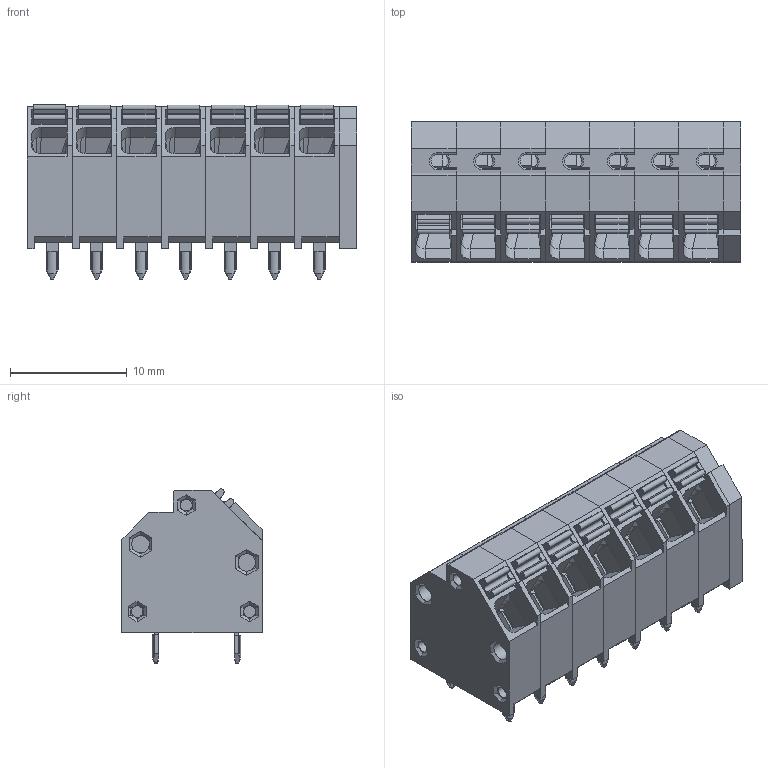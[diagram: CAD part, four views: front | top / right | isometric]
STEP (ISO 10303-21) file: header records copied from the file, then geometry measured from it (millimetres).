
FILE_DESCRIPTION(/* description */ ('Unknown'),/* implementation_level */ '2;1');
FILE_NAME(/* name */ '691809320007',/* time_stamp */ '2021-07-01T12:13:34+02:00',/* author */ ('Unknown'),/* organization */ ('Unknown'),/* preprocessor_version */ 'ST-DEVELOPER v16.7',/* originating_system */ 'Solid Edge',/* authorisation */ 'Unknown');
FILE_SCHEMA (('AUTOMOTIVE_DESIGN {1 0 10303 214 3 1 1}'));
Length unit declared in the file: millimetre
Products named in the file (10): 6918093200xx; 6918093200xx_Module; 6918093200xx_Housing; 6918093200xx_ShortContact; 6918093200xx_LongContact; 6918093200xx_SpringClamp; 6918093200xx_Lever; 6918093200xx_Cover; 6918093200xx_ModuleStart; 6918093200xx_Housing2
Assembly tree (18 placements, depth 3):
  6918093200xx
    6918093200xx_Module  x6
      6918093200xx_Housing
      6918093200xx_ShortContact
      6918093200xx_LongContact
      6918093200xx_SpringClamp
      6918093200xx_Lever
    6918093200xx_Cover
    6918093200xx_ModuleStart
      6918093200xx_Housing2
      6918093200xx_ShortContact
      6918093200xx_LongContact
      6918093200xx_SpringClamp
      6918093200xx_Lever
Bounding box: 28.2 x 12 x 14.93 mm (x, y, z)
Volume: 2146 mm3; surface area: 7369.2 mm2
Topology: 36 solids, 36 shells, 2906 faces, 8070 edges, 5307 vertices
Faces by surface type: plane 2197, cylinder 586, cone 60, bspline 35, torus 28
Full cylindrical faces by diameter (mm): 1 x45, 1.5 x30, 1.98 x7
Entity records: 22632 total; most frequent: CARTESIAN_POINT 4047, ORIENTED_EDGE 3826, DIRECTION 3721, EDGE_CURVE 1913, LINE 1531, VECTOR 1531, VERTEX_POINT 1277, AXIS2_PLACEMENT_3D 1095
